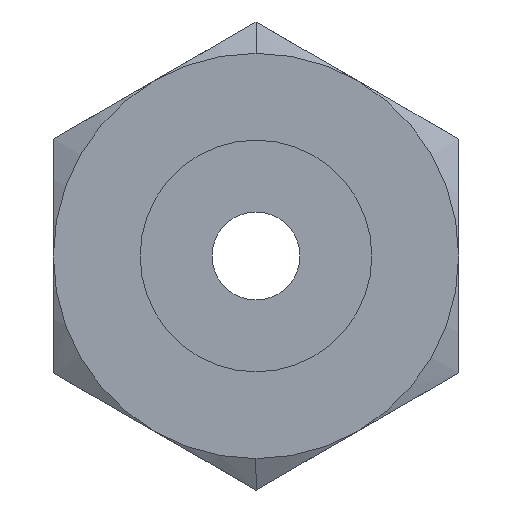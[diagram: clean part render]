
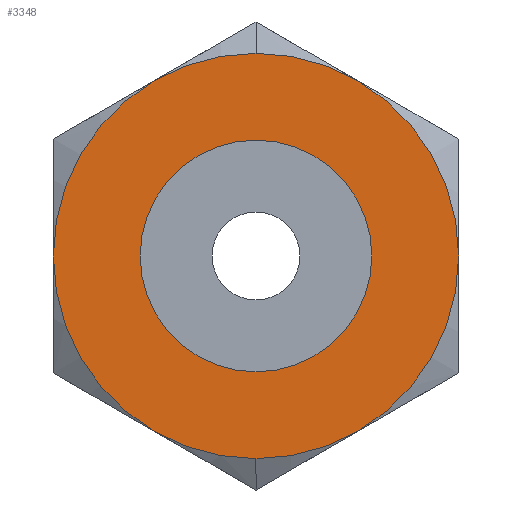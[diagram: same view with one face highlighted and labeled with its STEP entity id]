
A CAD part, left-side view. The second image highlights one B-rep face of the part: STEP entity #3348.
In plain terms, the highlighted planar face has unit normal (-1, 0, 0).
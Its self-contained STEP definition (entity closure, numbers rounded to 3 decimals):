
#27 = CARTESIAN_POINT ( 'NONE',  ( 0., 0., 0. ) ) ;
#128 = EDGE_LOOP ( 'NONE', ( #6212, #463 ) ) ;
#463 = ORIENTED_EDGE ( 'NONE', *, *, #3871, .F. ) ;
#517 = PLANE ( 'NONE',  #5208 ) ;
#574 = CARTESIAN_POINT ( 'NONE',  ( 0., 0., 0. ) ) ;
#945 = DIRECTION ( 'NONE',  ( 0., 0., -1. ) ) ;
#1147 = DIRECTION ( 'NONE',  ( 0., 0., 1. ) ) ;
#1229 = ORIENTED_EDGE ( 'NONE', *, *, #4879, .T. ) ;
#1365 = EDGE_CURVE ( 'NONE', #6695, #6689, #3449, .T. ) ;
#1712 = DIRECTION ( 'NONE',  ( 1., 0., 0. ) ) ;
#1862 = AXIS2_PLACEMENT_3D ( 'NONE', #27, #4005, #2805 ) ;
#1900 = CARTESIAN_POINT ( 'NONE',  ( 0., 0., -11.11 ) ) ;
#2252 = FACE_OUTER_BOUND ( 'NONE', #128, .T. ) ;
#2326 = ORIENTED_EDGE ( 'NONE', *, *, #1365, .T. ) ;
#2387 = DIRECTION ( 'NONE',  ( 1., 0., 0. ) ) ;
#2546 = CARTESIAN_POINT ( 'NONE',  ( 0., 0., 11.11 ) ) ;
#2721 = VERTEX_POINT ( 'NONE', #2546 ) ;
#2805 = DIRECTION ( 'NONE',  ( 0., 0., -1. ) ) ;
#2812 = DIRECTION ( 'NONE',  ( -1., 0., 0. ) ) ;
#2983 = CARTESIAN_POINT ( 'NONE',  ( 0., 0., 0. ) ) ;
#3074 = CIRCLE ( 'NONE', #7251, 11.11 ) ;
#3189 = AXIS2_PLACEMENT_3D ( 'NONE', #7191, #3791, #945 ) ;
#3348 = ADVANCED_FACE ( 'NONE', ( #5682, #2252 ), #517, .T. ) ;
#3449 = CIRCLE ( 'NONE', #5708, 6.35 ) ;
#3568 = CARTESIAN_POINT ( 'NONE',  ( 0., 0., 6.35 ) ) ;
#3791 = DIRECTION ( 'NONE',  ( 1., 0., 0. ) ) ;
#3871 = EDGE_CURVE ( 'NONE', #6254, #2721, #6165, .T. ) ;
#3907 = CIRCLE ( 'NONE', #3189, 6.35 ) ;
#4005 = DIRECTION ( 'NONE',  ( 1., 0., 0. ) ) ;
#4471 = DIRECTION ( 'NONE',  ( 0., 0., 1. ) ) ;
#4605 = CARTESIAN_POINT ( 'NONE',  ( 0., 0., 5.555 ) ) ;
#4644 = CARTESIAN_POINT ( 'NONE',  ( 0., 0., -6.35 ) ) ;
#4663 = DIRECTION ( 'NONE',  ( 0., 0., 1. ) ) ;
#4879 = EDGE_CURVE ( 'NONE', #6689, #6695, #3907, .T. ) ;
#5208 = AXIS2_PLACEMENT_3D ( 'NONE', #4605, #2812, #4471 ) ;
#5682 = FACE_BOUND ( 'NONE', #5835, .T. ) ;
#5708 = AXIS2_PLACEMENT_3D ( 'NONE', #2983, #2387, #4663 ) ;
#5835 = EDGE_LOOP ( 'NONE', ( #1229, #2326 ) ) ;
#6144 = EDGE_CURVE ( 'NONE', #2721, #6254, #3074, .T. ) ;
#6165 = CIRCLE ( 'NONE', #1862, 11.11 ) ;
#6212 = ORIENTED_EDGE ( 'NONE', *, *, #6144, .F. ) ;
#6254 = VERTEX_POINT ( 'NONE', #1900 ) ;
#6689 = VERTEX_POINT ( 'NONE', #4644 ) ;
#6695 = VERTEX_POINT ( 'NONE', #3568 ) ;
#7191 = CARTESIAN_POINT ( 'NONE',  ( 0., 0., 0. ) ) ;
#7251 = AXIS2_PLACEMENT_3D ( 'NONE', #574, #1712, #1147 ) ;
